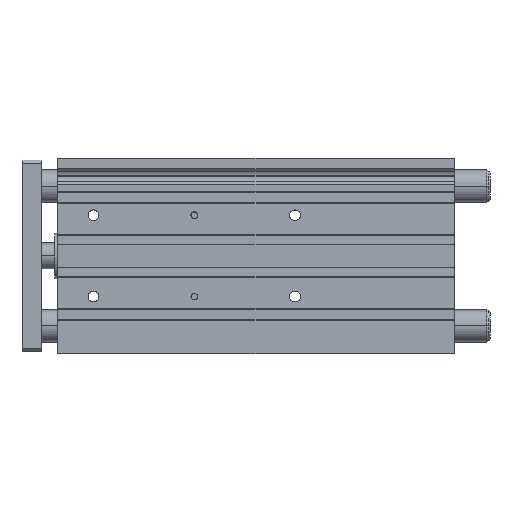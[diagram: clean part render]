
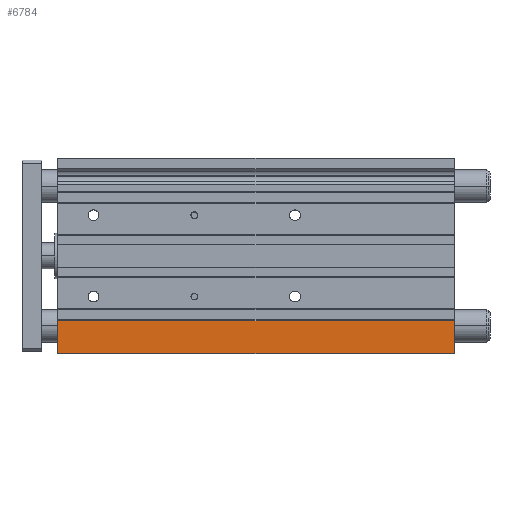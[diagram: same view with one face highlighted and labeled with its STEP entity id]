
A CAD part, top view. The second image highlights one B-rep face of the part: STEP entity #6784.
In plain terms, the highlighted planar face has unit normal (0, 0, 1).
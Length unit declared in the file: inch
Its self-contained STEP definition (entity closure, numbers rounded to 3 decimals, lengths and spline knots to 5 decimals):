
#214 = ORIENTED_EDGE ( 'NONE', *, *, #6031, .T. ) ;
#645 = CARTESIAN_POINT ( 'NONE',  ( 9.6063, -1.56496, 1.06299 ) ) ;
#708 = DIRECTION ( 'NONE',  ( -1., 0., 0. ) ) ;
#711 = CARTESIAN_POINT ( 'NONE',  ( 9.6063, -2.3622, 1.06299 ) ) ;
#775 = CARTESIAN_POINT ( 'NONE',  ( 9.6063, -2.3622, 1.06299 ) ) ;
#1133 = EDGE_CURVE ( 'NONE', #2238, #10990, #4168, .T. ) ;
#1229 = VECTOR ( 'NONE', #1851, 39.37008 ) ;
#1589 = CARTESIAN_POINT ( 'NONE',  ( 9.6063, -1.56496, 1.06299 ) ) ;
#1647 = DIRECTION ( 'NONE',  ( 0., 0., -1. ) ) ;
#1727 = LINE ( 'NONE', #5428, #1229 ) ;
#1851 = DIRECTION ( 'NONE',  ( 0., -1., 0. ) ) ;
#2135 = LINE ( 'NONE', #8394, #4356 ) ;
#2238 = VERTEX_POINT ( 'NONE', #8493 ) ;
#2411 = ORIENTED_EDGE ( 'NONE', *, *, #1133, .T. ) ;
#3355 = AXIS2_PLACEMENT_3D ( 'NONE', #1589, #1647, #6018 ) ;
#3532 = CARTESIAN_POINT ( 'NONE',  ( 0., -1.56496, 1.06299 ) ) ;
#3758 = VERTEX_POINT ( 'NONE', #10401 ) ;
#3784 = DIRECTION ( 'NONE',  ( 0., -1., 0. ) ) ;
#4168 = LINE ( 'NONE', #645, #5154 ) ;
#4226 = EDGE_LOOP ( 'NONE', ( #214, #4608, #8327, #2411 ) ) ;
#4356 = VECTOR ( 'NONE', #3784, 39.37008 ) ;
#4608 = ORIENTED_EDGE ( 'NONE', *, *, #11241, .F. ) ;
#5154 = VECTOR ( 'NONE', #708, 39.37008 ) ;
#5235 = EDGE_CURVE ( 'NONE', #2238, #7261, #2135, .T. ) ;
#5428 = CARTESIAN_POINT ( 'NONE',  ( 0., -1.56496, 1.06299 ) ) ;
#6018 = DIRECTION ( 'NONE',  ( 0., -1., 0. ) ) ;
#6031 = EDGE_CURVE ( 'NONE', #10990, #3758, #1727, .T. ) ;
#6123 = LINE ( 'NONE', #711, #6622 ) ;
#6622 = VECTOR ( 'NONE', #9824, 39.37008 ) ;
#6784 = ADVANCED_FACE ( 'NONE', ( #10804 ), #11586, .F. ) ;
#7261 = VERTEX_POINT ( 'NONE', #775 ) ;
#8327 = ORIENTED_EDGE ( 'NONE', *, *, #5235, .F. ) ;
#8394 = CARTESIAN_POINT ( 'NONE',  ( 9.6063, -1.56496, 1.06299 ) ) ;
#8493 = CARTESIAN_POINT ( 'NONE',  ( 9.6063, -1.56496, 1.06299 ) ) ;
#9824 = DIRECTION ( 'NONE',  ( -1., 0., 0. ) ) ;
#10401 = CARTESIAN_POINT ( 'NONE',  ( 0., -2.3622, 1.06299 ) ) ;
#10804 = FACE_OUTER_BOUND ( 'NONE', #4226, .T. ) ;
#10990 = VERTEX_POINT ( 'NONE', #3532 ) ;
#11241 = EDGE_CURVE ( 'NONE', #7261, #3758, #6123, .T. ) ;
#11586 = PLANE ( 'NONE',  #3355 ) ;
